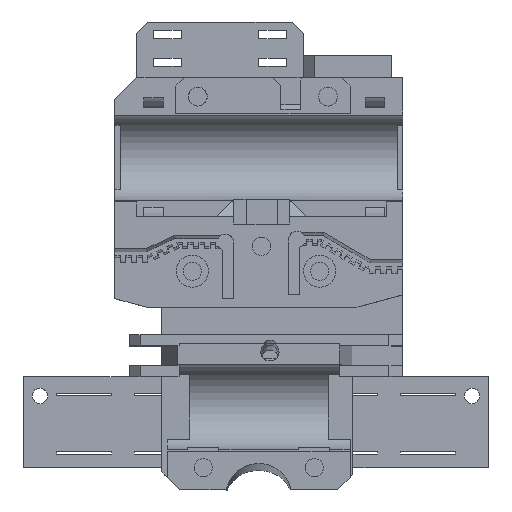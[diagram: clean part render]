
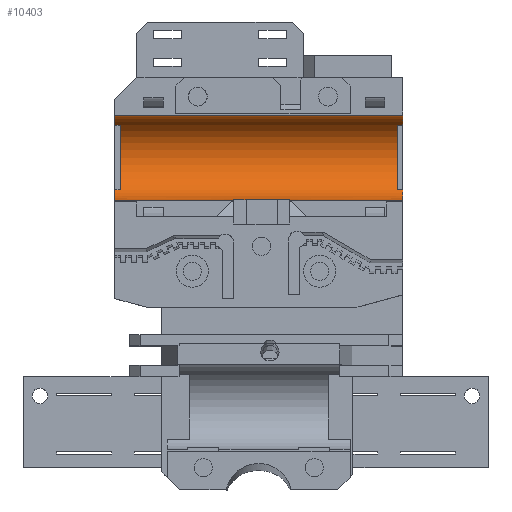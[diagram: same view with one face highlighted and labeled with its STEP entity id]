
A CAD part, top view. The second image highlights one B-rep face of the part: STEP entity #10403.
In plain terms, the highlighted cylindrical face has radius 7.675 mm (diameter 15.35 mm), a partial arc.
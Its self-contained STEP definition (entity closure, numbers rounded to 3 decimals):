
#96=CYLINDRICAL_SURFACE('',#11077,7.675);
#103=CIRCLE('',#10543,7.675);
#104=CIRCLE('',#10544,7.675);
#143=CIRCLE('',#10832,7.675);
#144=CIRCLE('',#10834,7.675);
#177=CIRCLE('',#10946,7.675);
#178=CIRCLE('',#10951,7.675);
#205=CIRCLE('',#11046,7.675);
#206=CIRCLE('',#11048,7.675);
#209=CIRCLE('',#11078,7.675);
#210=CIRCLE('',#11079,7.675);
#718=FACE_OUTER_BOUND('',#1284,.T.);
#1284=EDGE_LOOP('',(#8906,#8907,#8908,#8909,#8910,#8911,#8912,#8913,#8914,
#8915,#8916,#8917,#8918,#8919,#8920,#8921,#8922,#8923,#8924,#8925));
#2397=LINE('',#16114,#3739);
#2400=LINE('',#16120,#3742);
#2403=LINE('',#16126,#3745);
#2416=LINE('',#16154,#3758);
#2502=LINE('',#16365,#3844);
#2503=LINE('',#16366,#3845);
#2597=LINE('',#16577,#3939);
#2598=LINE('',#16578,#3940);
#2599=LINE('',#16581,#3941);
#2600=LINE('',#16583,#3942);
#3739=VECTOR('',#13079,2.2);
#3742=VECTOR('',#13084,2.2);
#3745=VECTOR('',#13089,21.5);
#3758=VECTOR('',#13108,20.5);
#3844=VECTOR('',#13326,1.);
#3845=VECTOR('',#13327,1.);
#3939=VECTOR('',#13537,1.);
#3940=VECTOR('',#13538,1.);
#3941=VECTOR('',#13543,5.6);
#3942=VECTOR('',#13544,52.);
#4154=VERTEX_POINT('',#14099);
#4155=VERTEX_POINT('',#14101);
#4156=VERTEX_POINT('',#14103);
#4157=VERTEX_POINT('',#14105);
#4706=VERTEX_POINT('',#15690);
#4707=VERTEX_POINT('',#15692);
#4712=VERTEX_POINT('',#15703);
#4713=VERTEX_POINT('',#15705);
#4835=VERTEX_POINT('',#16108);
#4836=VERTEX_POINT('',#16109);
#4837=VERTEX_POINT('',#16113);
#4839=VERTEX_POINT('',#16119);
#4841=VERTEX_POINT('',#16125);
#4849=VERTEX_POINT('',#16143);
#4850=VERTEX_POINT('',#16144);
#4911=VERTEX_POINT('',#16362);
#4912=VERTEX_POINT('',#16363);
#4945=VERTEX_POINT('',#16473);
#4948=VERTEX_POINT('',#16481);
#4972=VERTEX_POINT('',#16582);
#5170=EDGE_CURVE('',#4154,#4155,#103,.F.);
#5172=EDGE_CURVE('',#4156,#4157,#104,.F.);
#5946=EDGE_CURVE('',#4706,#4707,#143,.F.);
#5952=EDGE_CURVE('',#4713,#4712,#144,.F.);
#6147=EDGE_CURVE('',#4835,#4836,#177,.F.);
#6148=EDGE_CURVE('',#4713,#4837,#2397,.F.);
#6151=EDGE_CURVE('',#4839,#4706,#2400,.F.);
#6154=EDGE_CURVE('',#4707,#4841,#2403,.F.);
#6163=EDGE_CURVE('',#4849,#4850,#178,.T.);
#6168=EDGE_CURVE('',#4157,#4712,#2416,.F.);
#6278=EDGE_CURVE('',#4912,#4849,#2502,.T.);
#6279=EDGE_CURVE('',#4850,#4911,#2503,.F.);
#6332=EDGE_CURVE('',#4837,#4945,#205,.T.);
#6337=EDGE_CURVE('',#4948,#4839,#206,.F.);
#6387=EDGE_CURVE('',#4836,#4156,#2597,.T.);
#6388=EDGE_CURVE('',#4155,#4835,#2598,.F.);
#6389=EDGE_CURVE('',#4912,#4841,#209,.F.);
#6390=EDGE_CURVE('',#4945,#4948,#2599,.F.);
#6391=EDGE_CURVE('',#4972,#4154,#2600,.T.);
#6392=EDGE_CURVE('',#4972,#4911,#210,.F.);
#8906=ORIENTED_EDGE('',*,*,#6163,.F.);
#8907=ORIENTED_EDGE('',*,*,#6278,.F.);
#8908=ORIENTED_EDGE('',*,*,#6389,.T.);
#8909=ORIENTED_EDGE('',*,*,#6154,.F.);
#8910=ORIENTED_EDGE('',*,*,#5946,.F.);
#8911=ORIENTED_EDGE('',*,*,#6151,.F.);
#8912=ORIENTED_EDGE('',*,*,#6337,.F.);
#8913=ORIENTED_EDGE('',*,*,#6390,.F.);
#8914=ORIENTED_EDGE('',*,*,#6332,.F.);
#8915=ORIENTED_EDGE('',*,*,#6148,.F.);
#8916=ORIENTED_EDGE('',*,*,#5952,.T.);
#8917=ORIENTED_EDGE('',*,*,#6168,.F.);
#8918=ORIENTED_EDGE('',*,*,#5172,.F.);
#8919=ORIENTED_EDGE('',*,*,#6387,.F.);
#8920=ORIENTED_EDGE('',*,*,#6147,.F.);
#8921=ORIENTED_EDGE('',*,*,#6388,.F.);
#8922=ORIENTED_EDGE('',*,*,#5170,.F.);
#8923=ORIENTED_EDGE('',*,*,#6391,.F.);
#8924=ORIENTED_EDGE('',*,*,#6392,.T.);
#8925=ORIENTED_EDGE('',*,*,#6279,.F.);
#10403=ADVANCED_FACE('',(#718),#96,.F.);
#10543=AXIS2_PLACEMENT_3D('',#14102,#11380,#11381);
#10544=AXIS2_PLACEMENT_3D('',#14106,#11383,#11384);
#10832=AXIS2_PLACEMENT_3D('',#15693,#12690,#12691);
#10834=AXIS2_PLACEMENT_3D('',#15706,#12699,#12700);
#10946=AXIS2_PLACEMENT_3D('',#16111,#13075,#13076);
#10951=AXIS2_PLACEMENT_3D('',#16145,#13100,#13101);
#11046=AXIS2_PLACEMENT_3D('',#16474,#13429,#13430);
#11048=AXIS2_PLACEMENT_3D('',#16483,#13437,#13438);
#11077=AXIS2_PLACEMENT_3D('',#16579,#13539,#13540);
#11078=AXIS2_PLACEMENT_3D('',#16580,#13541,#13542);
#11079=AXIS2_PLACEMENT_3D('',#16584,#13545,#13546);
#11380=DIRECTION('center_axis',(1.,0.,0.));
#11381=DIRECTION('ref_axis',(0.,0.,-1.));
#11383=DIRECTION('center_axis',(1.,0.,0.));
#11384=DIRECTION('ref_axis',(0.,0.,-1.));
#12690=DIRECTION('center_axis',(1.,0.,0.));
#12691=DIRECTION('ref_axis',(0.,0.,-1.));
#12699=DIRECTION('center_axis',(1.,0.,0.));
#12700=DIRECTION('ref_axis',(0.,0.,-1.));
#13075=DIRECTION('center_axis',(1.,0.,0.));
#13076=DIRECTION('ref_axis',(0.,0.,-1.));
#13079=DIRECTION('',(1.,0.,0.));
#13084=DIRECTION('',(1.,0.,0.));
#13089=DIRECTION('',(1.,0.,0.));
#13100=DIRECTION('center_axis',(1.,0.,0.));
#13101=DIRECTION('ref_axis',(0.,0.,-1.));
#13108=DIRECTION('',(1.,0.,0.));
#13326=DIRECTION('',(1.,0.,0.));
#13327=DIRECTION('',(1.,0.,0.));
#13429=DIRECTION('center_axis',(1.,0.,0.));
#13430=DIRECTION('ref_axis',(0.,0.,-1.));
#13437=DIRECTION('center_axis',(1.,0.,0.));
#13438=DIRECTION('ref_axis',(0.,0.,-1.));
#13537=DIRECTION('',(1.,0.,0.));
#13538=DIRECTION('',(1.,0.,0.));
#13539=DIRECTION('center_axis',(1.,0.,0.));
#13540=DIRECTION('ref_axis',(0.,0.,-1.));
#13541=DIRECTION('center_axis',(1.,0.,0.));
#13542=DIRECTION('ref_axis',(0.,0.,-1.));
#13543=DIRECTION('',(1.,0.,0.));
#13544=DIRECTION('',(1.,0.,0.));
#13545=DIRECTION('center_axis',(1.,0.,0.));
#13546=DIRECTION('ref_axis',(0.,0.,-1.));
#14099=CARTESIAN_POINT('',(9.5,52.675,12.));
#14101=CARTESIAN_POINT('',(9.5,50.823,7.));
#14102=CARTESIAN_POINT('Origin',(9.5,45.,12.));
#14103=CARTESIAN_POINT('',(9.5,39.177,7.));
#14105=CARTESIAN_POINT('',(9.5,37.325,12.));
#14106=CARTESIAN_POINT('Origin',(9.5,45.,12.));
#15690=CARTESIAN_POINT('',(-21.,37.39,11.));
#15692=CARTESIAN_POINT('',(-21.,37.325,12.));
#15693=CARTESIAN_POINT('Origin',(-21.,45.,12.));
#15703=CARTESIAN_POINT('',(-11.,37.325,12.));
#15705=CARTESIAN_POINT('',(-11.,37.39,11.));
#15706=CARTESIAN_POINT('Origin',(-11.,45.,12.));
#16108=CARTESIAN_POINT('',(8.5,50.823,7.));
#16109=CARTESIAN_POINT('',(8.5,39.177,7.));
#16111=CARTESIAN_POINT('Origin',(8.5,45.,12.));
#16113=CARTESIAN_POINT('',(-13.2,37.39,11.));
#16114=CARTESIAN_POINT('',(-13.2,37.39,11.));
#16119=CARTESIAN_POINT('',(-18.8,37.39,11.));
#16120=CARTESIAN_POINT('',(-21.,37.39,11.));
#16125=CARTESIAN_POINT('',(-42.5,37.325,12.));
#16126=CARTESIAN_POINT('',(-42.5,37.325,12.));
#16143=CARTESIAN_POINT('',(-41.5,39.177,7.));
#16144=CARTESIAN_POINT('',(-41.5,50.823,7.));
#16145=CARTESIAN_POINT('Origin',(-41.5,45.,12.));
#16154=CARTESIAN_POINT('',(-11.,37.325,12.));
#16362=CARTESIAN_POINT('',(-42.5,50.823,7.));
#16363=CARTESIAN_POINT('',(-42.5,39.177,7.));
#16365=CARTESIAN_POINT('',(-42.5,39.177,7.));
#16366=CARTESIAN_POINT('',(-42.5,50.823,7.));
#16473=CARTESIAN_POINT('',(-13.2,37.473,10.5));
#16474=CARTESIAN_POINT('Origin',(-13.2,45.,12.));
#16481=CARTESIAN_POINT('',(-18.8,37.473,10.5));
#16483=CARTESIAN_POINT('Origin',(-18.8,45.,12.));
#16577=CARTESIAN_POINT('',(8.5,39.177,7.));
#16578=CARTESIAN_POINT('',(8.5,50.823,7.));
#16579=CARTESIAN_POINT('Origin',(-46.5,45.,12.));
#16580=CARTESIAN_POINT('Origin',(-42.5,45.,12.));
#16581=CARTESIAN_POINT('',(-18.8,37.473,10.5));
#16582=CARTESIAN_POINT('',(-42.5,52.675,12.));
#16583=CARTESIAN_POINT('',(-42.5,52.675,12.));
#16584=CARTESIAN_POINT('Origin',(-42.5,45.,12.));
